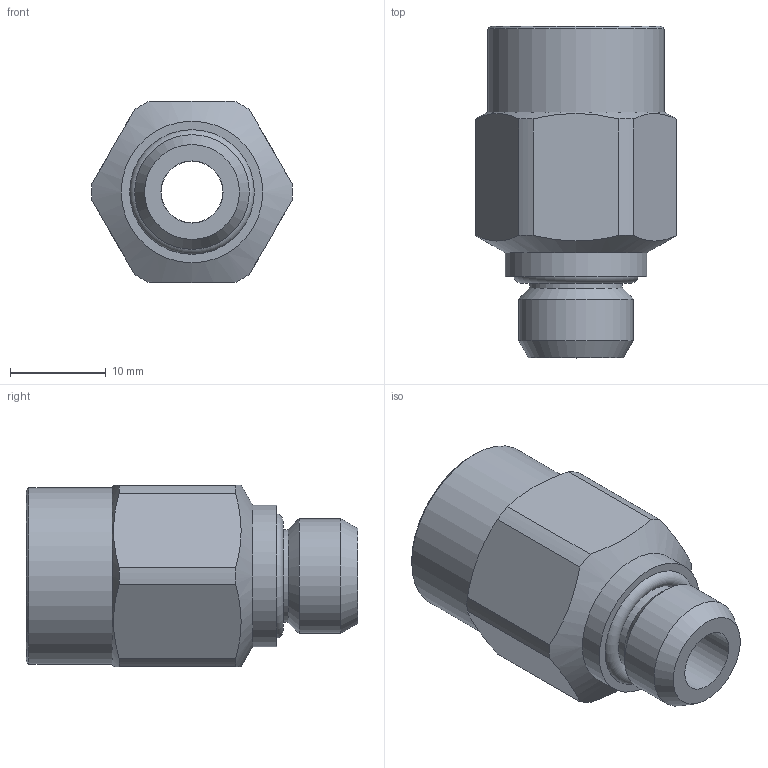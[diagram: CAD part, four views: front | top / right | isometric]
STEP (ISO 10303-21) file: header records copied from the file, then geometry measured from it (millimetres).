
FILE_DESCRIPTION(( 'MAF.12.10.M12X1.5.stp' ), '1');
FILE_NAME( 'MAF.12.10.M12X1.5.stp', '2021-02-19T15:27:50',( 'Sopra'),('sopra-pneumatic.com'), 'SwSTEP 2.0','SolidWorks 2009','' );
FILE_SCHEMA( ( 'AUTOMOTIVE_DESIGN { 1 0 10303 214 1 1 1 1 }' ) );
Length unit declared in the file: millimetre
Products named in the file (1): NONE
Bounding box: 20.99 x 34.7 x 19 mm (x, y, z)
Volume: 6215 mm3; surface area: 4188.7 mm2
Topology: 1 solids, 1 shells, 173 faces, 451 edges, 298 vertices
Faces by surface type: plane 79, bspline 67, cylinder 16, cone 8, torus 3
Full cylindrical faces by diameter (mm): 6.45 x1, 6.5 x1, 7.85 x1, 9.7 x1, 10.15 x2, 12 x1, 14.8 x1, 16 x1, 18.5 x1
Entity records: 9968 total; most frequent: CARTESIAN_POINT 4881, ORIENTED_EDGE 852, DIRECTION 528, EDGE_CURVE 426, VERTEX_POINT 294, LINE 238, VECTOR 238, EDGE_LOOP 214
